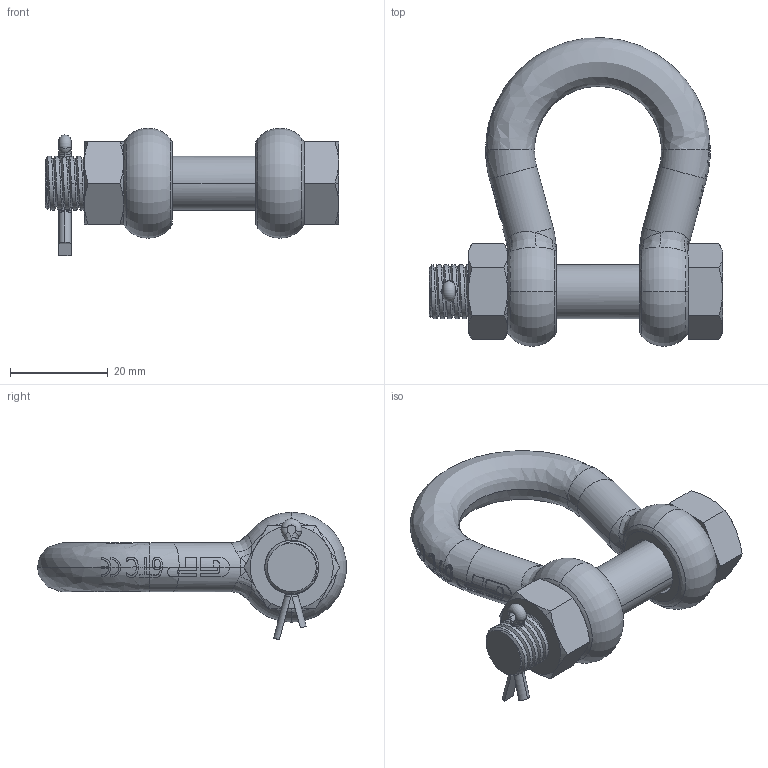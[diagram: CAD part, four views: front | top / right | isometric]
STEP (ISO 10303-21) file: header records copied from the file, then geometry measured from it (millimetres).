
FILE_DESCRIPTION (( 'STEP AP203' ), '1' );
FILE_NAME ('GPGHMB10.step', '2009-08-07T11:19:12', ( '.' ), ( '.' ), 'SwSTEP 2.0', 'SolidWorks 2009', '' );
FILE_SCHEMA (( 'CONFIG_CONTROL_DESIGN' ));
Length unit declared in the file: millimetre
Products named in the file (5): 1_3; 1_1; 1_2; GPGHMB10; 1_4
Assembly tree (4 placements, depth 2):
  GPGHMB10
    1_1
    1_2
    1_3
    1_4
Bounding box: 60 x 63.14 x 26.09 mm (x, y, z)
Volume: 20190.5 mm3; surface area: 10246.7 mm2
Topology: 4 solids, 4 shells, 377 faces, 1026 edges, 640 vertices
Faces by surface type: bspline 137, plane 112, cylinder 89, cone 28, torus 11
Entity records: 23868 total; most frequent: CARTESIAN_POINT 15311, ORIENTED_EDGE 2020, DIRECTION 1222, EDGE_CURVE 1010, VERTEX_POINT 640, AXIS2_PLACEMENT_3D 467, B_SPLINE_CURVE_WITH_KNOTS 426, EDGE_LOOP 384
